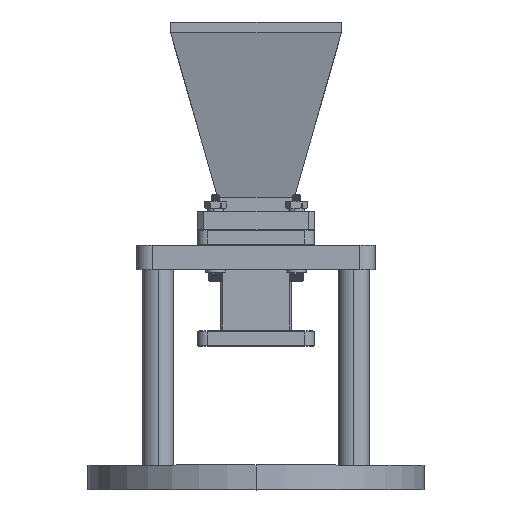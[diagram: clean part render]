
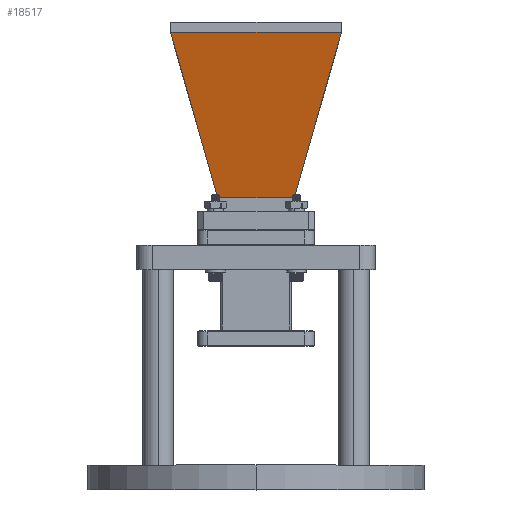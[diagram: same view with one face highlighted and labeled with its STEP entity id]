
A CAD part, top view. The second image highlights one B-rep face of the part: STEP entity #18517.
In plain terms, the highlighted face is planar.
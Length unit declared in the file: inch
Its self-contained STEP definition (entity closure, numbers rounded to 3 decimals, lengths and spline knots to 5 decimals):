
#620 = LINE ( 'NONE', #28410, #17569 ) ;
#1041 = LINE ( 'NONE', #4338, #3072 ) ;
#1303 = LINE ( 'NONE', #22228, #27294 ) ;
#1490 = ORIENTED_EDGE ( 'NONE', *, *, #7498, .T. ) ;
#2259 = CARTESIAN_POINT ( 'NONE',  ( -0.82126, 1.09969, 4.08818 ) ) ;
#3072 = VECTOR ( 'NONE', #23857, 39.37008 ) ;
#3426 = ORIENTED_EDGE ( 'NONE', *, *, #14714, .T. ) ;
#4203 = CARTESIAN_POINT ( 'NONE',  ( -0.30561, 0.4938, 1.95443 ) ) ;
#4338 = CARTESIAN_POINT ( 'NONE',  ( -0.81938, -1.09969, 4.08036 ) ) ;
#4890 = CARTESIAN_POINT ( 'NONE',  ( -0.57418, 0., 3.06576 ) ) ;
#5003 = ORIENTED_EDGE ( 'NONE', *, *, #20451, .T. ) ;
#5524 = CARTESIAN_POINT ( 'NONE',  ( -0.82126, 1.09969, 4.08818 ) ) ;
#7498 = EDGE_CURVE ( 'NONE', #22839, #29704, #620, .T. ) ;
#7796 = LINE ( 'NONE', #13684, #24499 ) ;
#8264 = LINE ( 'NONE', #5524, #17008 ) ;
#8773 = VERTEX_POINT ( 'NONE', #28768 ) ;
#9322 = VERTEX_POINT ( 'NONE', #20241 ) ;
#10186 = EDGE_CURVE ( 'NONE', #9322, #8773, #1041, .T. ) ;
#11865 = ORIENTED_EDGE ( 'NONE', *, *, #12194, .T. ) ;
#12194 = EDGE_CURVE ( 'NONE', #29704, #9322, #20083, .T. ) ;
#12624 = DIRECTION ( 'NONE',  ( -0.972, 0., -0.235 ) ) ;
#13684 = CARTESIAN_POINT ( 'NONE',  ( -0.82126, 0., 4.08818 ) ) ;
#14334 = DIRECTION ( 'NONE',  ( 0.235, 0., -0.972 ) ) ;
#14642 = ORIENTED_EDGE ( 'NONE', *, *, #22582, .T. ) ;
#14714 = EDGE_CURVE ( 'NONE', #18433, #22839, #1303, .T. ) ;
#16655 = EDGE_LOOP ( 'NONE', ( #11865, #21713, #5003, #14642, #3426, #1490 ) ) ;
#17008 = VECTOR ( 'NONE', #14334, 39.37008 ) ;
#17140 = CARTESIAN_POINT ( 'NONE',  ( -0.30561, -0.4938, 1.95443 ) ) ;
#17569 = VECTOR ( 'NONE', #19738, 39.37008 ) ;
#18433 = VERTEX_POINT ( 'NONE', #20534 ) ;
#18517 = ADVANCED_FACE ( 'NONE', ( #27340 ), #26616, .T. ) ;
#19525 = VECTOR ( 'NONE', #26899, 39.37008 ) ;
#19738 = DIRECTION ( 'NONE',  ( 0., -1., 0. ) ) ;
#20083 = LINE ( 'NONE', #17140, #19525 ) ;
#20241 = CARTESIAN_POINT ( 'NONE',  ( -0.81938, -1.09969, 4.08036 ) ) ;
#20451 = EDGE_CURVE ( 'NONE', #8773, #22205, #7796, .T. ) ;
#20534 = CARTESIAN_POINT ( 'NONE',  ( -0.81938, 1.09969, 4.08036 ) ) ;
#21085 = DIRECTION ( 'NONE',  ( -0.235, 0., 0.972 ) ) ;
#21713 = ORIENTED_EDGE ( 'NONE', *, *, #10186, .T. ) ;
#22205 = VERTEX_POINT ( 'NONE', #2259 ) ;
#22228 = CARTESIAN_POINT ( 'NONE',  ( -0.81938, 1.09969, 4.08036 ) ) ;
#22341 = CARTESIAN_POINT ( 'NONE',  ( -0.30561, -0.4938, 1.95443 ) ) ;
#22582 = EDGE_CURVE ( 'NONE', #22205, #18433, #8264, .T. ) ;
#22839 = VERTEX_POINT ( 'NONE', #4203 ) ;
#23241 = AXIS2_PLACEMENT_3D ( 'NONE', #4890, #12624, #21085 ) ;
#23857 = DIRECTION ( 'NONE',  ( -0.235, 0., 0.972 ) ) ;
#24499 = VECTOR ( 'NONE', #35587, 39.37008 ) ;
#26616 = PLANE ( 'NONE',  #23241 ) ;
#26899 = DIRECTION ( 'NONE',  ( -0.226, -0.267, 0.937 ) ) ;
#27294 = VECTOR ( 'NONE', #27383, 39.37008 ) ;
#27340 = FACE_OUTER_BOUND ( 'NONE', #16655, .T. ) ;
#27383 = DIRECTION ( 'NONE',  ( 0.226, -0.267, -0.937 ) ) ;
#28410 = CARTESIAN_POINT ( 'NONE',  ( -0.30561, 0., 1.95443 ) ) ;
#28768 = CARTESIAN_POINT ( 'NONE',  ( -0.82126, -1.09969, 4.08818 ) ) ;
#29704 = VERTEX_POINT ( 'NONE', #22341 ) ;
#35587 = DIRECTION ( 'NONE',  ( 0., 1., 0. ) ) ;
